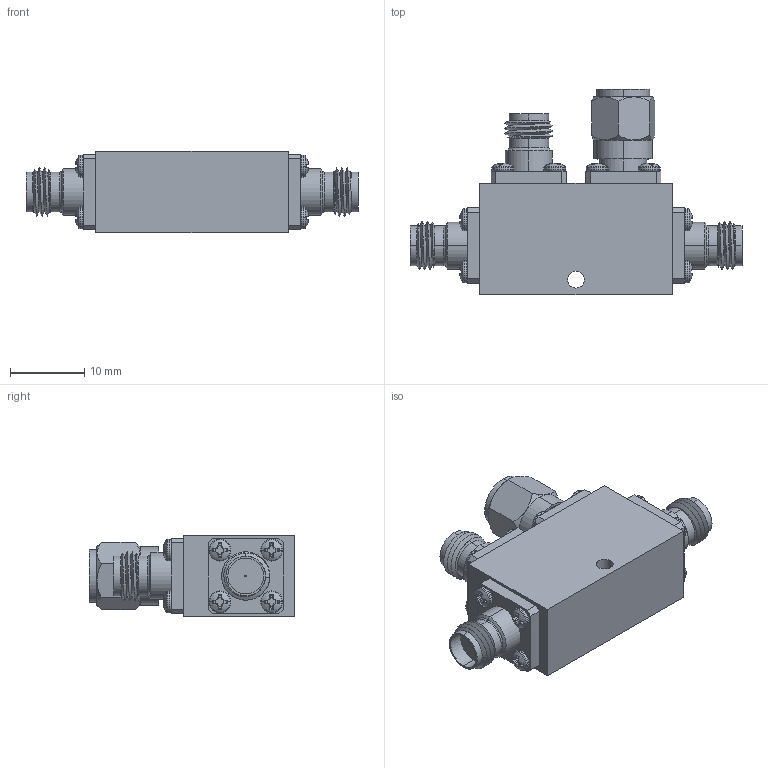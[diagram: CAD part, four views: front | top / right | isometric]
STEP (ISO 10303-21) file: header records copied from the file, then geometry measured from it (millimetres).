
FILE_DESCRIPTION (( 'STEP AP203' ), '1' );
FILE_NAME ('SCD-1834031012-KF-SA, SCD-1834032012-KF-SA.STEP', '2020-02-03T23:57:13', ( '' ), ( '' ), 'SwSTEP 2.0', 'SolidWorks 2020', '' );
FILE_SCHEMA (( 'CONFIG_CONTROL_DESIGN' ));
Length unit declared in the file: inch
Products named in the file (1): SCD-1834031012-KF-SA, SCD-1834032012-KF-SA
Bounding box: 44.7 x 27.69 x 10.92 mm (x, y, z)
Volume: 5931.4 mm3; surface area: 4647.1 mm2
Topology: 22 solids, 22 shells, 991 faces, 2650 edges, 1742 vertices
Faces by surface type: plane 385, cylinder 378, cone 116, torus 72, sphere 32, bspline 8
Entity records: 35959 total; most frequent: CARTESIAN_POINT 11624, ORIENTED_EDGE 5300, DIRECTION 5004, EDGE_CURVE 2650, AXIS2_PLACEMENT_3D 2006, VERTEX_POINT 1742, EDGE_LOOP 1064, CIRCLE 1022
